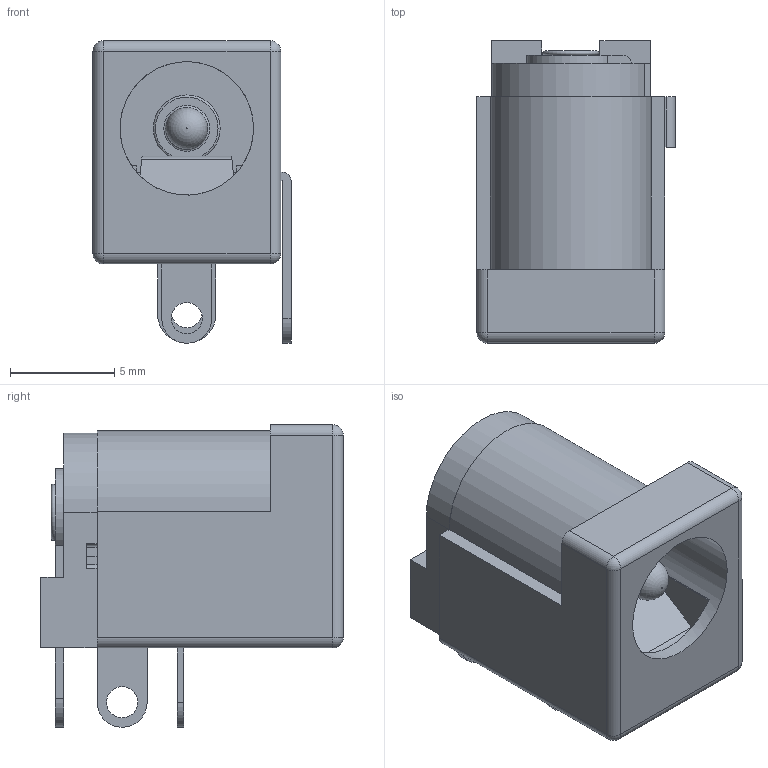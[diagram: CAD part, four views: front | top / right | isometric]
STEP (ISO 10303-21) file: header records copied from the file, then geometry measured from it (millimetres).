
FILE_DESCRIPTION(/* description */ ('Unknown'),/* implementation_level */ '2;1');
FILE_NAME(/* name */ 'J_Wurth_WR-DC_694108301002',/* time_stamp */ '2025-09-18T16:33:23+08:00',/* author */ ('Unknown'),/* organization */ ('Unknown'),/* preprocessor_version */ 'ST-DEVELOPER v19.4',/* originating_system */ 'Solid Edge',/* authorisation */ 'Unknown');
FILE_SCHEMA (('AUTOMOTIVE_DESIGN {1 0 10303 214 3 1 1}'));
Length unit declared in the file: millimetre
Products named in the file (2): J_Wurth_WR-DC_694106301002
Assembly tree (1 placements, depth 2):
  J_Wurth_WR-DC_694106301002
    J_Wurth_WR-DC_694106301002
Bounding box: 9.5 x 14.5 x 14.5 mm (x, y, z)
Volume: 733.1 mm3; surface area: 1324.6 mm2
Topology: 1 solids, 2 shells, 169 faces, 475 edges, 304 vertices
Faces by surface type: plane 108, cylinder 43, torus 14, sphere 4
Full cylindrical faces by diameter (mm): 1.5 x3, 1.8 x1, 2 x1, 3.2 x2, 6.4 x1
Entity records: 6504 total; most frequent: CARTESIAN_POINT 918, DIRECTION 902, ORIENTED_EDGE 900, EDGE_CURVE 450, LINE 340, VECTOR 340, VERTEX_POINT 297, AXIS2_PLACEMENT_3D 281
